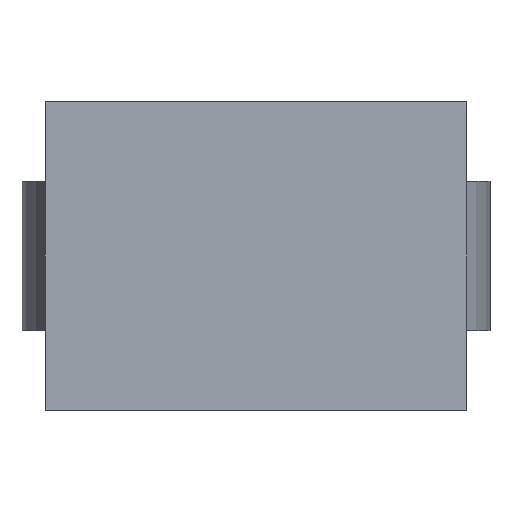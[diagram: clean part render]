
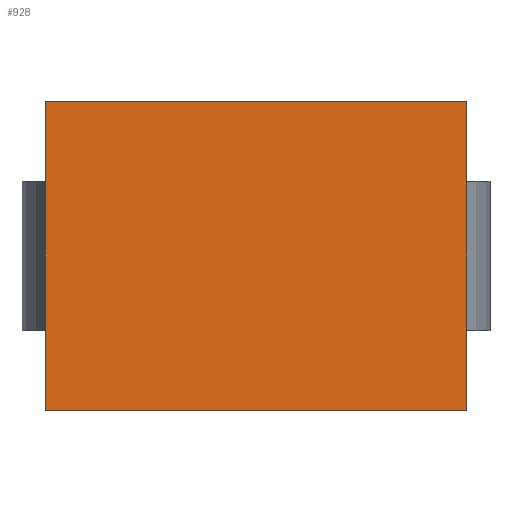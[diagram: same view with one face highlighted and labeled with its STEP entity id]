
A CAD part, front view. The second image highlights one B-rep face of the part: STEP entity #928.
In plain terms, the highlighted planar face has unit normal (0, -1, 0).
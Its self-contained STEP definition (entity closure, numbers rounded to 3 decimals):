
#18 = VECTOR ( 'NONE', #675, 1000. ) ;
#46 = CARTESIAN_POINT ( 'NONE',  ( -7.5, 0., -55.5 ) ) ;
#135 = EDGE_CURVE ( 'NONE', #481, #796, #946, .T. ) ;
#137 = EDGE_CURVE ( 'NONE', #375, #481, #716, .T. ) ;
#139 = CARTESIAN_POINT ( 'NONE',  ( -7.5, 0., -55.5 ) ) ;
#152 = CARTESIAN_POINT ( 'NONE',  ( 82.5, 0., -55.5 ) ) ;
#214 = LINE ( 'NONE', #827, #18 ) ;
#221 = CARTESIAN_POINT ( 'NONE',  ( 82.5, 0., -55.5 ) ) ;
#256 = DIRECTION ( 'NONE',  ( 0., 0., -1. ) ) ;
#332 = CARTESIAN_POINT ( 'NONE',  ( -7.5, 0., 10.5 ) ) ;
#340 = ORIENTED_EDGE ( 'NONE', *, *, #635, .T. ) ;
#343 = DIRECTION ( 'NONE',  ( 0., -1., 0. ) ) ;
#375 = VERTEX_POINT ( 'NONE', #613 ) ;
#404 = CARTESIAN_POINT ( 'NONE',  ( -7.5, 0., 10.5 ) ) ;
#421 = FACE_OUTER_BOUND ( 'NONE', #423, .T. ) ;
#423 = EDGE_LOOP ( 'NONE', ( #848, #839, #340, #462 ) ) ;
#462 = ORIENTED_EDGE ( 'NONE', *, *, #137, .T. ) ;
#481 = VERTEX_POINT ( 'NONE', #332 ) ;
#543 = VECTOR ( 'NONE', #256, 1000. ) ;
#566 = DIRECTION ( 'NONE',  ( -1., 0., 0. ) ) ;
#613 = CARTESIAN_POINT ( 'NONE',  ( 82.5, 0., 10.5 ) ) ;
#614 = EDGE_CURVE ( 'NONE', #796, #660, #214, .T. ) ;
#620 = VECTOR ( 'NONE', #566, 1000. ) ;
#635 = EDGE_CURVE ( 'NONE', #660, #375, #985, .T. ) ;
#660 = VERTEX_POINT ( 'NONE', #221 ) ;
#675 = DIRECTION ( 'NONE',  ( 1., 0., 0. ) ) ;
#707 = CARTESIAN_POINT ( 'NONE',  ( 82.5, 0., 10.5 ) ) ;
#716 = LINE ( 'NONE', #707, #620 ) ;
#732 = PLANE ( 'NONE',  #917 ) ;
#742 = VECTOR ( 'NONE', #926, 1000. ) ;
#796 = VERTEX_POINT ( 'NONE', #139 ) ;
#809 = DIRECTION ( 'NONE',  ( 0., 0., -1. ) ) ;
#827 = CARTESIAN_POINT ( 'NONE',  ( -7.5, 0., -55.5 ) ) ;
#839 = ORIENTED_EDGE ( 'NONE', *, *, #614, .T. ) ;
#848 = ORIENTED_EDGE ( 'NONE', *, *, #135, .T. ) ;
#917 = AXIS2_PLACEMENT_3D ( 'NONE', #46, #343, #809 ) ;
#926 = DIRECTION ( 'NONE',  ( 0., 0., 1. ) ) ;
#928 = ADVANCED_FACE ( 'PLANAR_20', ( #421 ), #732, .T. ) ;
#946 = LINE ( 'NONE', #404, #543 ) ;
#985 = LINE ( 'NONE', #152, #742 ) ;
